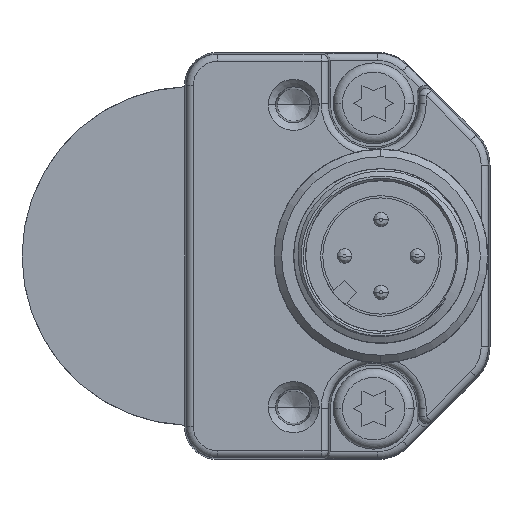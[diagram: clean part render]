
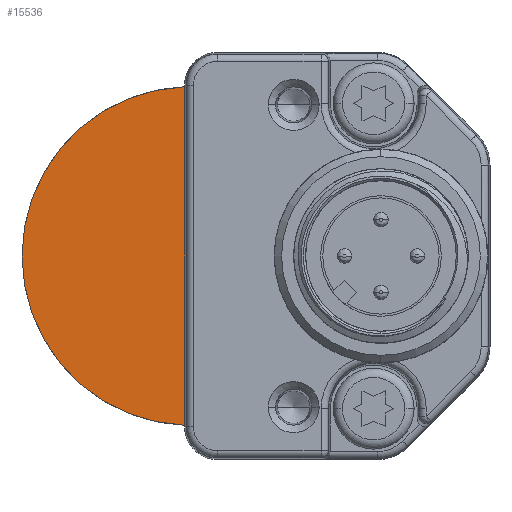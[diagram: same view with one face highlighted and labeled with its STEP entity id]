
A CAD part, left-side view. The second image highlights one B-rep face of the part: STEP entity #15536.
In plain terms, the highlighted planar face has unit normal (-1, 0, 0).
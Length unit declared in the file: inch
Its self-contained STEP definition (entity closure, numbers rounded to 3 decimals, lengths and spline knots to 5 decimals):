
#725=DIRECTION('',(0.,0.,1.));
#726=VECTOR('',#725,0.91659);
#727=CARTESIAN_POINT('',(0.,0.82677,-0.4583));
#728=LINE('',#727,#726);
#729=CARTESIAN_POINT('',(0.,0.80846,0.));
#730=DIRECTION('',(-1.,0.,0.));
#731=DIRECTION('',(0.,0.04,0.999));
#732=AXIS2_PLACEMENT_3D('',#729,#730,#731);
#13535=CARTESIAN_POINT('',(0.,0.82677,-0.4583));
#13536=CARTESIAN_POINT('',(0.,0.82677,0.4583));
#13537=VERTEX_POINT('',#13535);
#13538=VERTEX_POINT('',#13536);
#15526=CARTESIAN_POINT('',(0.,0.74941,0.));
#15527=DIRECTION('',(-1.,0.,0.));
#15528=DIRECTION('',(0.,0.,1.));
#15529=AXIS2_PLACEMENT_3D('',#15526,#15527,#15528);
#15530=PLANE('',#15529);
#15532=ORIENTED_EDGE('',*,*,#15531,.F.);
#15533=ORIENTED_EDGE('',*,*,#15514,.F.);
#15534=EDGE_LOOP('',(#15532,#15533));
#15535=FACE_OUTER_BOUND('',#15534,.F.);
#15536=ADVANCED_FACE('',(#15535),#15530,.T.);
#733=CIRCLE('',#732,0.45866);
#15514=EDGE_CURVE('',#13538,#13537,#733,.T.);
#15531=EDGE_CURVE('',#13537,#13538,#728,.T.);
